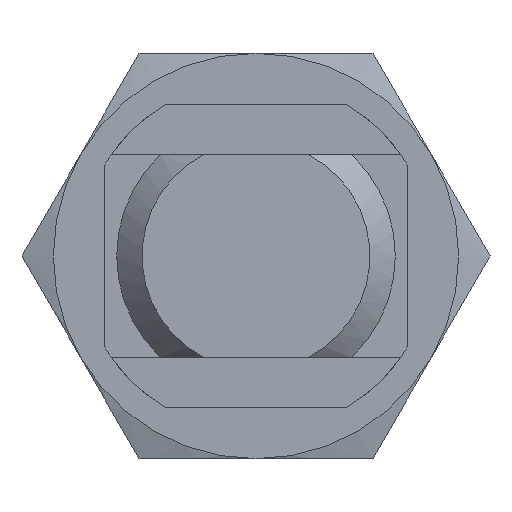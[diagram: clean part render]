
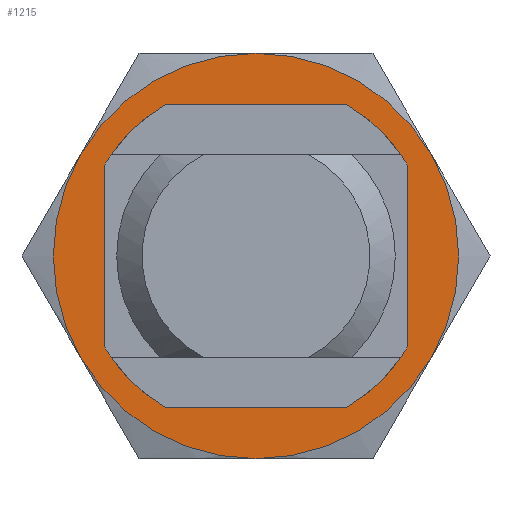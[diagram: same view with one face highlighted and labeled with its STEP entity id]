
A CAD part, left-side view. The second image highlights one B-rep face of the part: STEP entity #1215.
In plain terms, the highlighted planar face has unit normal (-1, 0, 0).
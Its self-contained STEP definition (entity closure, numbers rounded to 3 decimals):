
#14 = ORIENTED_EDGE ( 'NONE', *, *, #380, .T. ) ;
#37 = AXIS2_PLACEMENT_3D ( 'NONE', #3064, #4112, #891 ) ;
#76 = DIRECTION ( 'NONE',  ( -1., 0., 0. ) ) ;
#77 = VERTEX_POINT ( 'NONE', #3878 ) ;
#99 = VERTEX_POINT ( 'NONE', #1740 ) ;
#158 = VERTEX_POINT ( 'NONE', #2760 ) ;
#203 = EDGE_CURVE ( 'NONE', #158, #3580, #4241, .T. ) ;
#237 = EDGE_CURVE ( 'NONE', #99, #77, #1613, .T. ) ;
#380 = EDGE_CURVE ( 'NONE', #2947, #3471, #4088, .T. ) ;
#433 = EDGE_LOOP ( 'NONE', ( #515, #977 ) ) ;
#455 = DIRECTION ( 'NONE',  ( -1., 0., 0. ) ) ;
#490 = CIRCLE ( 'NONE', #1617, 16. ) ;
#515 = ORIENTED_EDGE ( 'NONE', *, *, #203, .F. ) ;
#552 = EDGE_CURVE ( 'NONE', #3471, #2958, #490, .T. ) ;
#620 = CARTESIAN_POINT ( 'NONE',  ( 5., 0., 0. ) ) ;
#710 = DIRECTION ( 'NONE',  ( 0., 0., -1. ) ) ;
#736 = DIRECTION ( 'NONE',  ( 0., 0., -1. ) ) ;
#744 = DIRECTION ( 'NONE',  ( -1., 0., 0. ) ) ;
#790 = CARTESIAN_POINT ( 'NONE',  ( 5., 0., 0. ) ) ;
#819 = EDGE_CURVE ( 'NONE', #2958, #2547, #1321, .T. ) ;
#891 = DIRECTION ( 'NONE',  ( 0., 0., -1. ) ) ;
#954 = CARTESIAN_POINT ( 'NONE',  ( 5., 0., 0. ) ) ;
#977 = ORIENTED_EDGE ( 'NONE', *, *, #3510, .F. ) ;
#1026 = ORIENTED_EDGE ( 'NONE', *, *, #4034, .T. ) ;
#1215 = ADVANCED_FACE ( 'NONE', ( #2461, #3123 ), #4573, .F. ) ;
#1274 = EDGE_LOOP ( 'NONE', ( #1780, #3896, #14, #1977, #4181, #1026 ) ) ;
#1321 = CIRCLE ( 'NONE', #3941, 16. ) ;
#1353 = DIRECTION ( 'NONE',  ( 0., -1., 0. ) ) ;
#1534 = CARTESIAN_POINT ( 'NONE',  ( 5., 0., 0. ) ) ;
#1613 = CIRCLE ( 'NONE', #3027, 16. ) ;
#1617 = AXIS2_PLACEMENT_3D ( 'NONE', #2592, #455, #736 ) ;
#1740 = CARTESIAN_POINT ( 'NONE',  ( 5., 0., -16. ) ) ;
#1748 = CIRCLE ( 'NONE', #1976, 11. ) ;
#1780 = ORIENTED_EDGE ( 'NONE', *, *, #237, .T. ) ;
#1835 = DIRECTION ( 'NONE',  ( 0., 0., -1. ) ) ;
#1878 = EDGE_CURVE ( 'NONE', #77, #2947, #2711, .T. ) ;
#1893 = DIRECTION ( 'NONE',  ( -1., 0., 0. ) ) ;
#1896 = AXIS2_PLACEMENT_3D ( 'NONE', #1534, #744, #4405 ) ;
#1899 = CARTESIAN_POINT ( 'NONE',  ( 5., 0., 0. ) ) ;
#1901 = AXIS2_PLACEMENT_3D ( 'NONE', #4265, #3832, #1353 ) ;
#1976 = AXIS2_PLACEMENT_3D ( 'NONE', #790, #1893, #3650 ) ;
#1977 = ORIENTED_EDGE ( 'NONE', *, *, #552, .T. ) ;
#2110 = CARTESIAN_POINT ( 'NONE',  ( 5., -13.856, 8. ) ) ;
#2141 = CARTESIAN_POINT ( 'NONE',  ( 5., 13.856, -8. ) ) ;
#2223 = DIRECTION ( 'NONE',  ( 0., 0., -1. ) ) ;
#2267 = CIRCLE ( 'NONE', #2853, 16. ) ;
#2461 = FACE_BOUND ( 'NONE', #433, .T. ) ;
#2547 = VERTEX_POINT ( 'NONE', #2141 ) ;
#2573 = DIRECTION ( 'NONE',  ( -1., 0., 0. ) ) ;
#2592 = CARTESIAN_POINT ( 'NONE',  ( 5., 0., 0. ) ) ;
#2711 = CIRCLE ( 'NONE', #1896, 16. ) ;
#2760 = CARTESIAN_POINT ( 'NONE',  ( 5., 0., -11. ) ) ;
#2853 = AXIS2_PLACEMENT_3D ( 'NONE', #954, #3721, #4148 ) ;
#2947 = VERTEX_POINT ( 'NONE', #2110 ) ;
#2958 = VERTEX_POINT ( 'NONE', #3483 ) ;
#3027 = AXIS2_PLACEMENT_3D ( 'NONE', #4403, #76, #2223 ) ;
#3064 = CARTESIAN_POINT ( 'NONE',  ( 5., 0., 0. ) ) ;
#3123 = FACE_OUTER_BOUND ( 'NONE', #1274, .T. ) ;
#3471 = VERTEX_POINT ( 'NONE', #3627 ) ;
#3483 = CARTESIAN_POINT ( 'NONE',  ( 5., 13.856, 8. ) ) ;
#3510 = EDGE_CURVE ( 'NONE', #3580, #158, #1748, .T. ) ;
#3580 = VERTEX_POINT ( 'NONE', #3723 ) ;
#3627 = CARTESIAN_POINT ( 'NONE',  ( 5., 0., 16. ) ) ;
#3650 = DIRECTION ( 'NONE',  ( 0., 0., -1. ) ) ;
#3721 = DIRECTION ( 'NONE',  ( -1., 0., 0. ) ) ;
#3723 = CARTESIAN_POINT ( 'NONE',  ( 5., 0., 11. ) ) ;
#3832 = DIRECTION ( 'NONE',  ( 1., 0., 0. ) ) ;
#3878 = CARTESIAN_POINT ( 'NONE',  ( 5., -13.856, -8. ) ) ;
#3896 = ORIENTED_EDGE ( 'NONE', *, *, #1878, .T. ) ;
#3941 = AXIS2_PLACEMENT_3D ( 'NONE', #620, #4249, #710 ) ;
#4034 = EDGE_CURVE ( 'NONE', #2547, #99, #2267, .T. ) ;
#4088 = CIRCLE ( 'NONE', #37, 16. ) ;
#4112 = DIRECTION ( 'NONE',  ( -1., 0., 0. ) ) ;
#4148 = DIRECTION ( 'NONE',  ( 0., 0., -1. ) ) ;
#4181 = ORIENTED_EDGE ( 'NONE', *, *, #819, .T. ) ;
#4241 = CIRCLE ( 'NONE', #4617, 11. ) ;
#4249 = DIRECTION ( 'NONE',  ( -1., 0., 0. ) ) ;
#4265 = CARTESIAN_POINT ( 'NONE',  ( 5., 0., 0. ) ) ;
#4403 = CARTESIAN_POINT ( 'NONE',  ( 5., 0., 0. ) ) ;
#4405 = DIRECTION ( 'NONE',  ( 0., 0., -1. ) ) ;
#4573 = PLANE ( 'NONE',  #1901 ) ;
#4617 = AXIS2_PLACEMENT_3D ( 'NONE', #1899, #2573, #1835 ) ;
